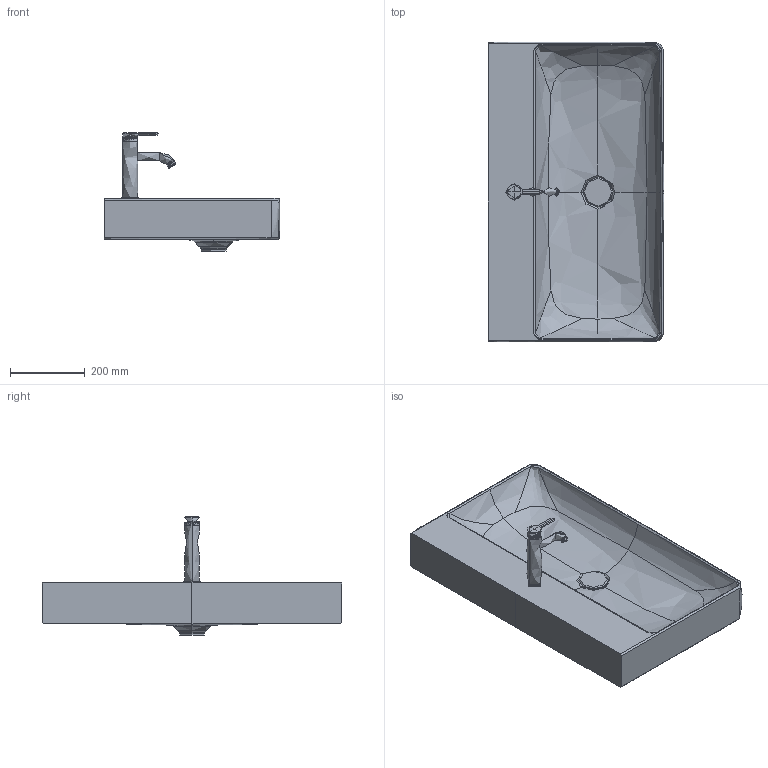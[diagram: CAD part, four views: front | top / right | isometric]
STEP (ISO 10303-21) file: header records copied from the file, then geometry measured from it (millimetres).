
FILE_DESCRIPTION(/* description */ (''),/* implementation_level */ '2;1');
FILE_NAME(/* name */ '235380',/* time_stamp */ '2018-03-29T14:00:23+02:00',/* author */ (''),/* organization */ (''),/* preprocessor_version */ 'ST-DEVELOPER v15',/* originating_system */ '',/* authorisation */ '');
FILE_SCHEMA (('AUTOMOTIVE_DESIGN'));
Length unit declared in the file: millimetre
Products named in the file (9): Document; 636748; 613658; 632641; 615729; A016999; 615737; 601869; Block 01
Assembly tree (8 placements, depth 2):
  Document
    636748
    613658
    632641
    615729
    A016999
    615737
    601869
    Block 01
Bounding box: 469.94 x 799.88 x 316.23 mm (x, y, z)
Volume: 42487.6 mm3; surface area: 1296586.9 mm2
Topology: 8 solids, 81 shells, 961 faces, 2444 edges, 1552 vertices
Faces by surface type: bspline 792, plane 169
Entity records: 114875 total; most frequent: CARTESIAN_POINT 101049, ORIENTED_EDGE 4490, EDGE_CURVE 2417, VERTEX_POINT 1550, B_SPLINE_CURVE_WITH_KNOTS 1195, EDGE_LOOP 1011, ADVANCED_FACE 960, FACE_OUTER_BOUND 960
